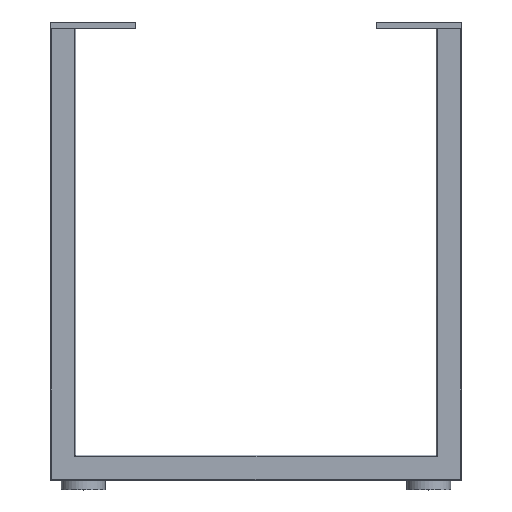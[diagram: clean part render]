
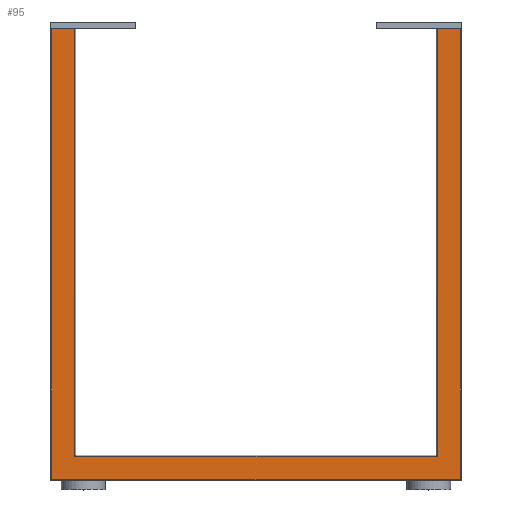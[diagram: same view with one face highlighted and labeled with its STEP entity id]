
A CAD part, top view. The second image highlights one B-rep face of the part: STEP entity #95.
In plain terms, the highlighted planar face has unit normal (0, 0, 1).
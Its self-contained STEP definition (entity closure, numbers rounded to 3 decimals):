
#95=ADVANCED_FACE('NONE',(#202),#203,.F.);
#202=FACE_OUTER_BOUND('',#355,.T.);
#203=PLANE('',#356);
#355=EDGE_LOOP('',(#647,#648,#649,#650,#651,#652,#653,#654));
#356=AXIS2_PLACEMENT_3D('',#655,#656,#657);
#647=ORIENTED_EDGE('',*,*,#1051,.F.);
#648=ORIENTED_EDGE('',*,*,#1069,.T.);
#649=ORIENTED_EDGE('',*,*,#1070,.T.);
#650=ORIENTED_EDGE('',*,*,#1071,.T.);
#651=ORIENTED_EDGE('',*,*,#1039,.F.);
#652=ORIENTED_EDGE('',*,*,#1072,.T.);
#653=ORIENTED_EDGE('',*,*,#1073,.T.);
#654=ORIENTED_EDGE('',*,*,#1074,.T.);
#655=CARTESIAN_POINT('',(0.0,0.0,40.0));
#656=DIRECTION('',(0.0,0.0,-1.0));
#657=DIRECTION('',(0.0,-1.0,0.0));
#1039=EDGE_CURVE('NONE',#1263,#1265,#1266,.T.);
#1051=EDGE_CURVE('NONE',#1283,#1285,#1286,.T.);
#1069=EDGE_CURVE('NONE',#1283,#1314,#1315,.T.);
#1070=EDGE_CURVE('NONE',#1314,#1316,#1317,.T.);
#1071=EDGE_CURVE('NONE',#1316,#1265,#1318,.T.);
#1072=EDGE_CURVE('NONE',#1263,#1319,#1320,.T.);
#1073=EDGE_CURVE('NONE',#1319,#1321,#1322,.T.);
#1074=EDGE_CURVE('NONE',#1321,#1285,#1323,.T.);
#1263=VERTEX_POINT('NONE',#1565);
#1265=VERTEX_POINT('NONE',#1567);
#1266=LINE('',#1568,#1569);
#1283=VERTEX_POINT('NONE',#1589);
#1285=VERTEX_POINT('NONE',#1591);
#1286=LINE('',#1592,#1593);
#1314=VERTEX_POINT('NONE',#1632);
#1315=LINE('',#1633,#1634);
#1316=VERTEX_POINT('NONE',#1635);
#1317=LINE('',#1636,#1637);
#1318=LINE('',#1638,#1639);
#1319=VERTEX_POINT('NONE',#1640);
#1320=LINE('',#1641,#1642);
#1321=VERTEX_POINT('NONE',#1643);
#1322=LINE('',#1644,#1645);
#1323=LINE('',#1646,#1647);
#1565=CARTESIAN_POINT('',(-323.0,715.0,40.0));
#1567=CARTESIAN_POINT('',(-287.0,715.0,40.0));
#1568=CARTESIAN_POINT('',(0.0,715.0,40.0));
#1569=VECTOR('',#1972,1000.0);
#1589=CARTESIAN_POINT('',(287.0,715.0,40.0));
#1591=CARTESIAN_POINT('',(323.0,715.0,40.0));
#1592=CARTESIAN_POINT('',(0.0,715.0,40.0));
#1593=VECTOR('',#2000,1000.0);
#1632=CARTESIAN_POINT('',(287.0,38.0,40.0));
#1633=CARTESIAN_POINT('',(287.0,40.0,40.0));
#1634=VECTOR('',#2030,1000.0);
#1635=CARTESIAN_POINT('',(-287.0,38.0,40.0));
#1636=CARTESIAN_POINT('',(-285.0,38.0,40.0));
#1637=VECTOR('',#2031,1000.0);
#1638=CARTESIAN_POINT('',(-287.0,715.0,40.0));
#1639=VECTOR('',#2032,1000.0);
#1640=CARTESIAN_POINT('',(-323.0,2.0,40.0));
#1641=CARTESIAN_POINT('',(-323.0,0.0,40.0));
#1642=VECTOR('',#2033,1000.0);
#1643=CARTESIAN_POINT('',(323.0,2.,40.0));
#1644=CARTESIAN_POINT('',(325.0,2.,40.0));
#1645=VECTOR('',#2034,1000.0);
#1646=CARTESIAN_POINT('',(323.0,715.0,40.0));
#1647=VECTOR('',#2035,1000.0);
#1972=DIRECTION('',(1.0,-0.0,0.0));
#2000=DIRECTION('',(1.0,0.0,0.0));
#2030=DIRECTION('',(0.,-1.0,0.0));
#2031=DIRECTION('',(-1.0,0.0,0.0));
#2032=DIRECTION('',(-0.0,1.0,0.0));
#2033=DIRECTION('',(0.0,-1.0,0.0));
#2034=DIRECTION('',(1.0,0.,0.0));
#2035=DIRECTION('',(-0.0,1.0,0.0));
